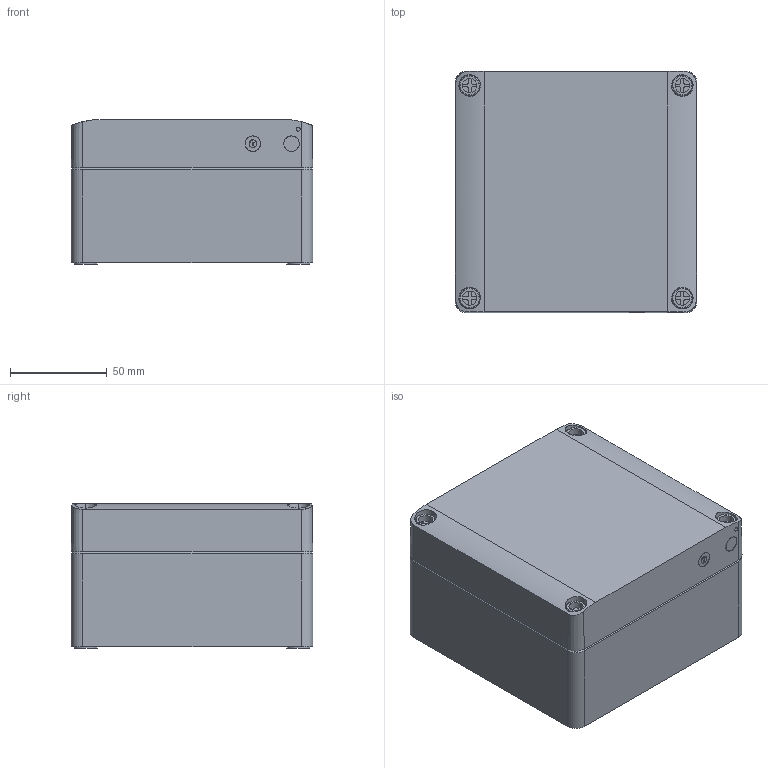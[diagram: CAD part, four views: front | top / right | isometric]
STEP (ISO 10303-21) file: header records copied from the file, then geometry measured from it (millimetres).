
FILE_DESCRIPTION(('CATIA V5R24 STEP','CAx-IF Rec.Pracs.--- Model Styling and Organization---1.2---2011-12-15'),'2;1');
FILE_NAME ('D1465047_0_9535240000_9535240000.stp','2018-09-18T05:49:07+00:00',('none'),('Weidmueller'),'CATIA Version 5-6 Release 2014 SP4 HF52','CATIA V5 STEP AP214','none');
FILE_SCHEMA(('AUTOMOTIVE_DESIGN { 1 0 10303 214 1 1 1 1 }'));
Length unit declared in the file: millimetre
Products named in the file (1): MPC_12-12-07_trsp
Bounding box: 125 x 125 x 75 mm (x, y, z)
Volume: 229529.1 mm3; surface area: 151490.9 mm2
Topology: 6 solids, 6 shells, 769 faces, 1953 edges, 1250 vertices
Faces by surface type: plane 347, cylinder 224, torus 116, cone 82
Entity records: 23557 total; most frequent: CARTESIAN_POINT 5945, ORIENTED_EDGE 3906, DIRECTION 2869, EDGE_CURVE 1953, AXIS2_PLACEMENT_3D 1345, VERTEX_POINT 1250, VECTOR 939, LINE 939
